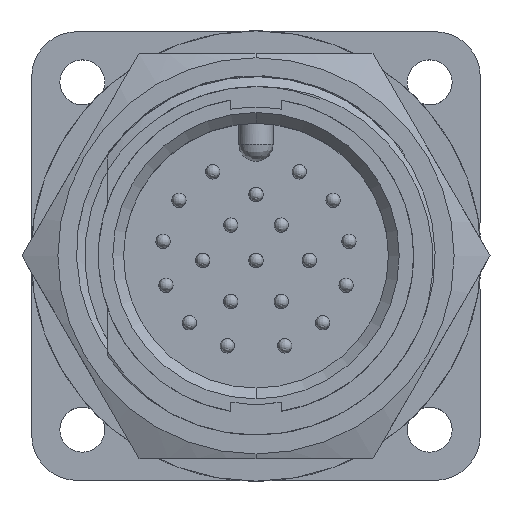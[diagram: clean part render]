
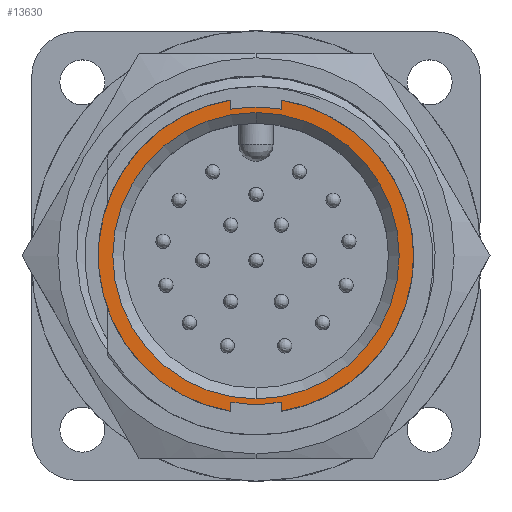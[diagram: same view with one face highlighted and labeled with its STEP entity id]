
A CAD part, top view. The second image highlights one B-rep face of the part: STEP entity #13630.
In plain terms, the highlighted planar face has unit normal (0, 0, 1).
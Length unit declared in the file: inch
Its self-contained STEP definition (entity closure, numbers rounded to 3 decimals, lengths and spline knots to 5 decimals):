
#16 = DIRECTION ( 'NONE',  ( 0., -1., 0. ) ) ;
#20 = CARTESIAN_POINT ( 'NONE',  ( -0.07, 0.4375, 0. ) ) ;
#21 = LINE ( 'NONE', #20, #14759 ) ;
#109 = DIRECTION ( 'NONE',  ( -1., 0., 0. ) ) ;
#111 = DIRECTION ( 'NONE',  ( 0., 0., -1. ) ) ;
#116 = CARTESIAN_POINT ( 'NONE',  ( 0., 0.4375, 0. ) ) ;
#1356 = PLANE ( 'NONE',  #14424 ) ;
#3171 = CARTESIAN_POINT ( 'NONE',  ( 0., 0.3975, 0. ) ) ;
#3229 = CARTESIAN_POINT ( 'NONE',  ( -0.07, -0.43186, 0. ) ) ;
#3266 = VERTEX_POINT ( 'NONE', #3492 ) ;
#3279 = CARTESIAN_POINT ( 'NONE',  ( 0.07, 0.4375, 0. ) ) ;
#3288 = CARTESIAN_POINT ( 'NONE',  ( -0.07, -0.40652, 0. ) ) ;
#3386 = CARTESIAN_POINT ( 'NONE',  ( -0.07, 0.43186, 0. ) ) ;
#3398 = DIRECTION ( 'NONE',  ( 0., 1., 0. ) ) ;
#3492 = CARTESIAN_POINT ( 'NONE',  ( 0.07, -0.40652, 0. ) ) ;
#3526 = VERTEX_POINT ( 'NONE', #3386 ) ;
#3533 = CARTESIAN_POINT ( 'NONE',  ( 0.07, 0.43186, 0. ) ) ;
#3552 = LINE ( 'NONE', #3279, #15214 ) ;
#3742 = CARTESIAN_POINT ( 'NONE',  ( 0.07, -0.43186, 0. ) ) ;
#3792 = VERTEX_POINT ( 'NONE', #3997 ) ;
#3955 = CARTESIAN_POINT ( 'NONE',  ( 0.4375, 0., 0. ) ) ;
#3997 = CARTESIAN_POINT ( 'NONE',  ( 0., -0.3975, 0. ) ) ;
#4043 = VERTEX_POINT ( 'NONE', #3171 ) ;
#4060 = VERTEX_POINT ( 'NONE', #4145 ) ;
#4068 = VERTEX_POINT ( 'NONE', #4087 ) ;
#4087 = CARTESIAN_POINT ( 'NONE',  ( 0.07, 0.40652, 0. ) ) ;
#4095 = VERTEX_POINT ( 'NONE', #3742 ) ;
#4145 = CARTESIAN_POINT ( 'NONE',  ( -0.07, 0.40652, 0. ) ) ;
#4193 = VERTEX_POINT ( 'NONE', #3288 ) ;
#4200 = VERTEX_POINT ( 'NONE', #3229 ) ;
#4219 = VERTEX_POINT ( 'NONE', #3533 ) ;
#4275 = VERTEX_POINT ( 'NONE', #3955 ) ;
#4430 = AXIS2_PLACEMENT_3D ( 'NONE', #6442, #6313, #6316 ) ;
#4483 = AXIS2_PLACEMENT_3D ( 'NONE', #10005, #10006, #10008 ) ;
#5524 = DIRECTION ( 'NONE',  ( 0., 0., 1. ) ) ;
#5682 = DIRECTION ( 'NONE',  ( 0., -1., 0. ) ) ;
#5710 = CARTESIAN_POINT ( 'NONE',  ( 0., 0., 0. ) ) ;
#6313 = DIRECTION ( 'NONE',  ( 0., 0., -1. ) ) ;
#6316 = DIRECTION ( 'NONE',  ( 1., 0., 0. ) ) ;
#6442 = CARTESIAN_POINT ( 'NONE',  ( 0., 0., 0. ) ) ;
#6573 = LINE ( 'NONE', #6575, #15309 ) ;
#6575 = CARTESIAN_POINT ( 'NONE',  ( 0.07, 0.43186, 0. ) ) ;
#6578 = DIRECTION ( 'NONE',  ( 0., -1., 0. ) ) ;
#7226 = CIRCLE ( 'NONE', #4483, 0.4375 ) ;
#7287 = CIRCLE ( 'NONE', #15132, 0.3975 ) ;
#7331 = CIRCLE ( 'NONE', #12900, 0.3975 ) ;
#7365 = CIRCLE ( 'NONE', #4430, 0.4125 ) ;
#7368 = CIRCLE ( 'NONE', #13060, 0.4125 ) ;
#7400 = CIRCLE ( 'NONE', #15244, 0.4375 ) ;
#7438 = CIRCLE ( 'NONE', #15187, 0.4375 ) ;
#7493 = CARTESIAN_POINT ( 'NONE',  ( 0., 0., 0. ) ) ;
#7502 = DIRECTION ( 'NONE',  ( 0., 0., -1. ) ) ;
#7510 = DIRECTION ( 'NONE',  ( 1., 0., 0. ) ) ;
#7616 = DIRECTION ( 'NONE',  ( 0., 0., -1. ) ) ;
#7618 = DIRECTION ( 'NONE',  ( 1., 0., 0. ) ) ;
#7630 = CARTESIAN_POINT ( 'NONE',  ( 0., 0., 0. ) ) ;
#8116 = EDGE_LOOP ( 'NONE', ( #13956, #13963 ) ) ;
#8318 = VECTOR ( 'NONE', #12675, 39.37008 ) ;
#8507 = EDGE_LOOP ( 'NONE', ( #13931, #13937, #13964, #13942, #13976, #13977, #13972, #13980, #13990 ) ) ;
#9290 = EDGE_CURVE ( 'NONE', #4043, #3792, #7331, .T. ) ;
#9346 = EDGE_CURVE ( 'NONE', #4060, #4068, #7368, .T. ) ;
#9567 = EDGE_CURVE ( 'NONE', #4275, #4095, #7226, .T. ) ;
#10005 = CARTESIAN_POINT ( 'NONE',  ( 0., 0., 0. ) ) ;
#10006 = DIRECTION ( 'NONE',  ( 0., 0., -1. ) ) ;
#10008 = DIRECTION ( 'NONE',  ( 1., 0., 0. ) ) ;
#12673 = LINE ( 'NONE', #12674, #8318 ) ;
#12674 = CARTESIAN_POINT ( 'NONE',  ( -0.07, 0.4375, 0. ) ) ;
#12675 = DIRECTION ( 'NONE',  ( 0., -1., 0. ) ) ;
#12900 = AXIS2_PLACEMENT_3D ( 'NONE', #5710, #5524, #5682 ) ;
#13060 = AXIS2_PLACEMENT_3D ( 'NONE', #15403, #15734, #15758 ) ;
#13224 = EDGE_CURVE ( 'NONE', #3266, #4193, #7365, .T. ) ;
#13288 = EDGE_CURVE ( 'NONE', #4219, #4068, #6573, .T. ) ;
#13313 = EDGE_CURVE ( 'NONE', #4219, #4275, #7438, .T. ) ;
#13406 = EDGE_CURVE ( 'NONE', #3792, #4043, #7287, .T. ) ;
#13510 = EDGE_CURVE ( 'NONE', #4095, #3266, #3552, .T. ) ;
#13578 = EDGE_CURVE ( 'NONE', #4200, #3526, #7400, .T. ) ;
#13630 = ADVANCED_FACE ( 'NONE', ( #14454, #14422 ), #1356, .F. ) ;
#13678 = EDGE_CURVE ( 'NONE', #3526, #4060, #21, .T. ) ;
#13787 = EDGE_CURVE ( 'NONE', #4193, #4200, #12673, .T. ) ;
#13931 = ORIENTED_EDGE ( 'NONE', *, *, #13678, .F. ) ;
#13937 = ORIENTED_EDGE ( 'NONE', *, *, #13578, .F. ) ;
#13942 = ORIENTED_EDGE ( 'NONE', *, *, #13224, .F. ) ;
#13956 = ORIENTED_EDGE ( 'NONE', *, *, #13406, .F. ) ;
#13963 = ORIENTED_EDGE ( 'NONE', *, *, #9290, .F. ) ;
#13964 = ORIENTED_EDGE ( 'NONE', *, *, #13787, .F. ) ;
#13972 = ORIENTED_EDGE ( 'NONE', *, *, #13313, .F. ) ;
#13976 = ORIENTED_EDGE ( 'NONE', *, *, #13510, .F. ) ;
#13977 = ORIENTED_EDGE ( 'NONE', *, *, #9567, .F. ) ;
#13980 = ORIENTED_EDGE ( 'NONE', *, *, #13288, .T. ) ;
#13990 = ORIENTED_EDGE ( 'NONE', *, *, #9346, .F. ) ;
#14422 = FACE_OUTER_BOUND ( 'NONE', #8507, .T. ) ;
#14424 = AXIS2_PLACEMENT_3D ( 'NONE', #116, #111, #109 ) ;
#14454 = FACE_BOUND ( 'NONE', #8116, .T. ) ;
#14759 = VECTOR ( 'NONE', #16, 39.37008 ) ;
#15132 = AXIS2_PLACEMENT_3D ( 'NONE', #15921, #15924, #15884 ) ;
#15187 = AXIS2_PLACEMENT_3D ( 'NONE', #7630, #7616, #7618 ) ;
#15214 = VECTOR ( 'NONE', #3398, 39.37008 ) ;
#15244 = AXIS2_PLACEMENT_3D ( 'NONE', #7493, #7502, #7510 ) ;
#15309 = VECTOR ( 'NONE', #6578, 39.37008 ) ;
#15403 = CARTESIAN_POINT ( 'NONE',  ( 0., 0., 0. ) ) ;
#15734 = DIRECTION ( 'NONE',  ( 0., 0., -1. ) ) ;
#15758 = DIRECTION ( 'NONE',  ( 1., 0., 0. ) ) ;
#15884 = DIRECTION ( 'NONE',  ( 0., -1., 0. ) ) ;
#15921 = CARTESIAN_POINT ( 'NONE',  ( 0., 0., 0. ) ) ;
#15924 = DIRECTION ( 'NONE',  ( 0., 0., 1. ) ) ;
